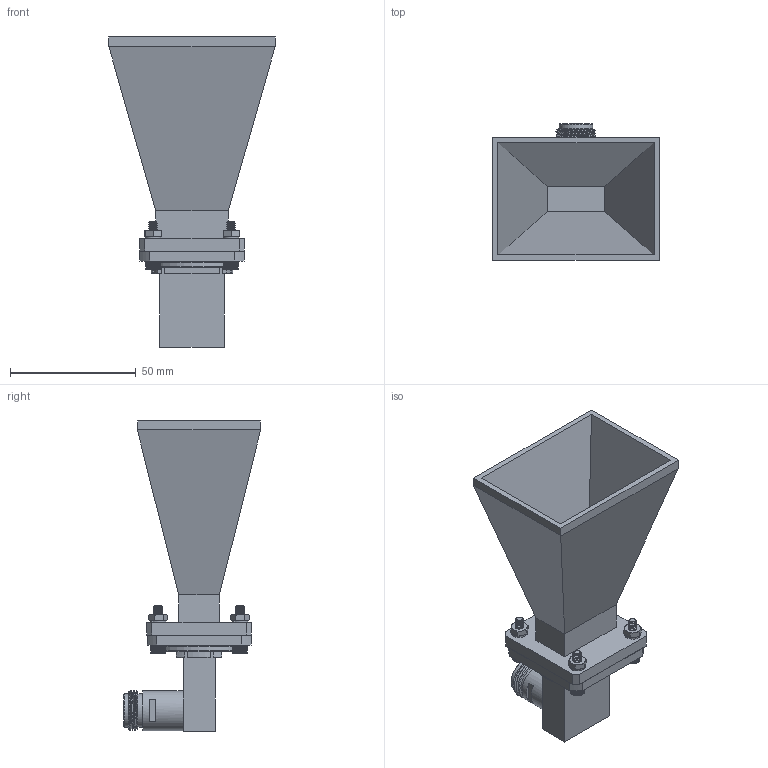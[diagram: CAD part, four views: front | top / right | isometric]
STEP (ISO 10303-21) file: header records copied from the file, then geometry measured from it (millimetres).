
FILE_DESCRIPTION (( 'STEP AP214' ), '1' );
FILE_NAME ('FMWAN090-15NF_3D.STEP', '2021-11-16T17:59:17', ( '' ), ( '' ), 'SwSTEP 2.0', 'SolidWorks 2021', '' );
FILE_SCHEMA (( 'AUTOMOTIVE_DESIGN' ));
Length unit declared in the file: inch
Products named in the file (8): Copy of N FEMALE-SOLID^PEWCA1031; 6-LW; FMWAN090-15NF_3D; 6-32SH-HXx.625_92196A150; 6-32HN-NARROW_90730A007; Copy of PEWCA10231^PEWCA1031; PEWCA1031; PEWAN090-15
Assembly tree (16 placements, depth 3):
  FMWAN090-15NF_3D
    6-32HN-NARROW_90730A007  x4
    6-32SH-HXx.625_92196A150  x4
    6-LW  x4
    PEWCA1031
      Copy of PEWCA10231^PEWCA1031
      Copy of N FEMALE-SOLID^PEWCA1031
    PEWAN090-15
Bounding box: 66.19 x 54.35 x 123.1 mm (x, y, z)
Volume: 61398.9 mm3; surface area: 41605 mm2
Topology: 16 solids, 16 shells, 1071 faces, 2478 edges, 1456 vertices
Faces by surface type: plane 659, cone 334, cylinder 47, bspline 31
Full cylindrical faces by diameter (mm): 2.286 x1, 3.048 x2, 4.3 x4, 4.305 x4, 10.287 x1, 13.335 x2, 15.875 x1, 35.51 x1
Entity records: 16224 total; most frequent: CARTESIAN_POINT 6671, ORIENTED_EDGE 1714, DIRECTION 1432, EDGE_CURVE 857, VERTEX_POINT 537, AXIS2_PLACEMENT_3D 527, EDGE_LOOP 428, FACE_OUTER_BOUND 387
